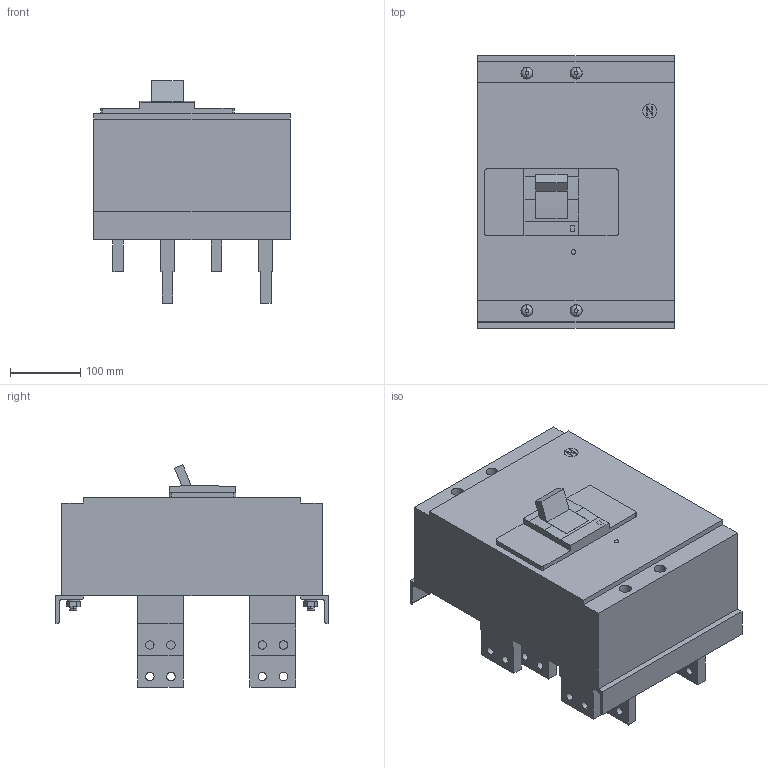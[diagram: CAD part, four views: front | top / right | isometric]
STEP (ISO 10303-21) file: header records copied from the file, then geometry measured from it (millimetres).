
FILE_DESCRIPTION(('CoCreate Modeling STEP Export'),'2;1');
FILE_NAME('Ｓ１６００ＮＥ４Ｒ.stp','2016-03-31T13:56:54',(''),(''),'CoCreate Modeling STEP processor for AP214 (Solid Model)','CoCreate Modeling 17.0 01-Apr-2010 (C) Parametric Technology GmbH','');
FILE_SCHEMA(('AUTOMOTIVE_DESIGN { 1 0 10303 214 1 1 1 1 }'));
Length unit declared in the file: millimetre
Products named in the file (16): p2.1; p1; p2; p4.3; p4.2; p4.1; p3; p4; p5.2; p3.1; p3.2; p3.3; p5.3; p5; p5.1; Ｓ１６００ＮＥ４Ｒ
Assembly tree (15 placements, depth 2):
  Ｓ１６００ＮＥ４Ｒ
    p5.1
    p5
    p5.3
    p3.3
    p3.2
    p3.1
    p5.2
    p4
    p3
    p4.1
    p4.2
    p4.3
    p2
    p1
    p2.1
Bounding box: 280 x 388 x 316.3 mm (x, y, z)
Volume: 15688284 mm3; surface area: 675260.1 mm2
Topology: 15 solids, 15 shells, 327 faces, 796 edges, 528 vertices
Faces by surface type: plane 198, cylinder 121, torus 8
Entity records: 9974 total; most frequent: ORIENTED_EDGE 1592, CARTESIAN_POINT 1417, DIRECTION 1271, EDGE_CURVE 796, VERTEX_POINT 528, VECTOR 507, LINE 507, EDGE_LOOP 412
